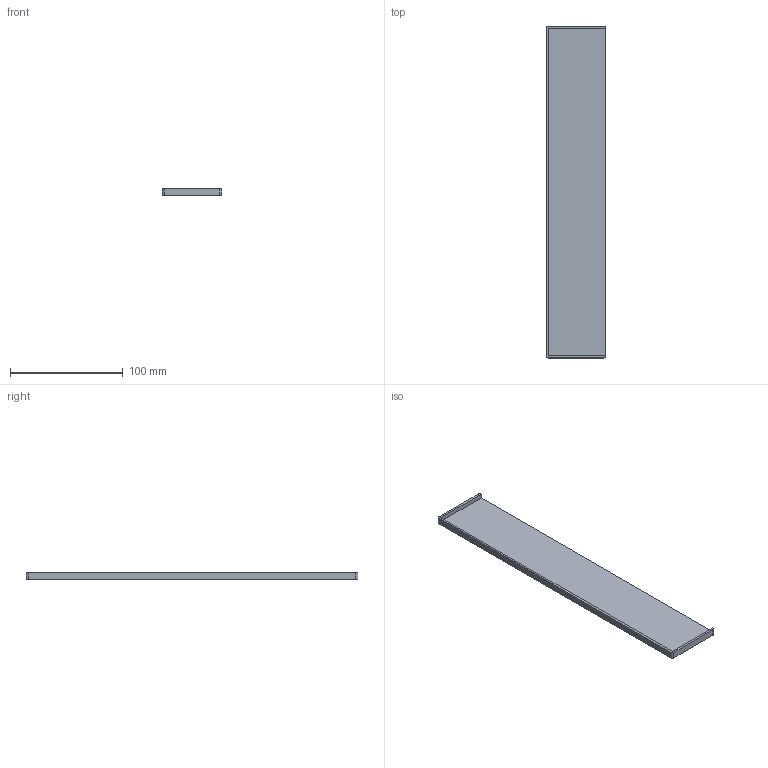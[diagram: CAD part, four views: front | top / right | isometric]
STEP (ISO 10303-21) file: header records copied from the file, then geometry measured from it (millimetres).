
FILE_DESCRIPTION (( 'STEP AP214' ), '1' );
FILE_NAME ('AL_0034-011-S-E-ANGLE.STEP', '2023-12-07T12:49:50', ( '' ), ( '' ), 'SwSTEP 2.0', 'SolidWorks 2019', '' );
FILE_SCHEMA (( 'AUTOMOTIVE_DESIGN' ));
Length unit declared in the file: millimetre
Products named in the file (1): AL_0034-011-S-E-ANGLE
Bounding box: 53 x 295 x 6 mm (x, y, z)
Volume: 34425.4 mm3; surface area: 35826.5 mm2
Topology: 1 solids, 1 shells, 14 faces, 34 edges, 22 vertices
Faces by surface type: plane 10, cylinder 4
Entity records: 444 total; most frequent: DIRECTION 72, CARTESIAN_POINT 71, ORIENTED_EDGE 68, EDGE_CURVE 34, LINE 26, VECTOR 26, AXIS2_PLACEMENT_3D 23, VERTEX_POINT 22
